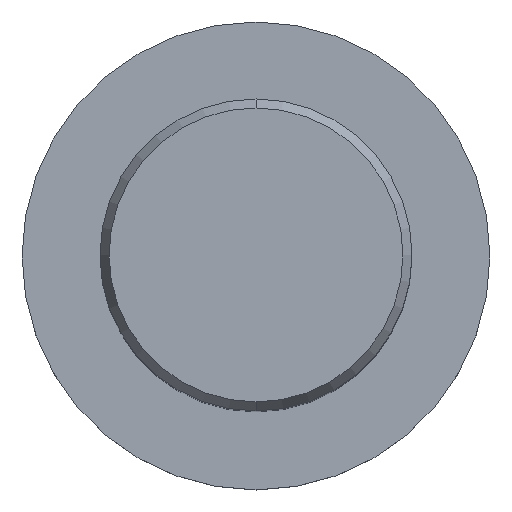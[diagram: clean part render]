
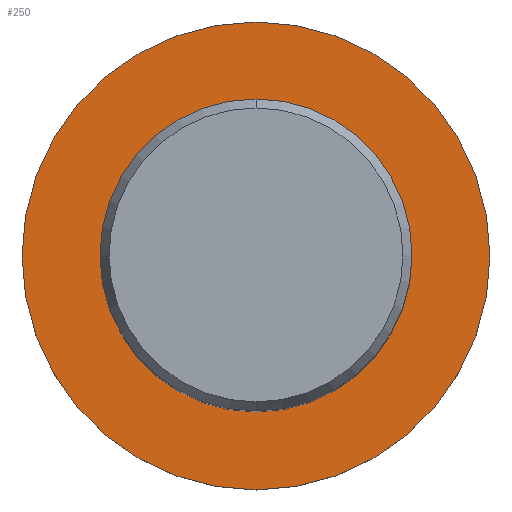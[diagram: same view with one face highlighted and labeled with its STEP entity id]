
A CAD part, top view. The second image highlights one B-rep face of the part: STEP entity #250.
In plain terms, the highlighted planar face has unit normal (0, 0, 1).
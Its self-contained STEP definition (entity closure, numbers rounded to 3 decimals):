
#218=EDGE_CURVE('',#256,#314,#512,.T.);
#240=EDGE_CURVE('',#372,#280,#536,.T.);
#250=ADVANCED_FACE('',(#547,#548),#549,.T.);
#256=VERTEX_POINT('',#555);
#280=VERTEX_POINT('',#581);
#314=VERTEX_POINT('',#617);
#328=EDGE_CURVE('',#314,#256,#632,.T.);
#362=EDGE_CURVE('',#280,#372,#669,.T.);
#372=VERTEX_POINT('',#679);
#512=CIRCLE('',#871,24.0);
#536=CIRCLE('',#943,16.0);
#547=FACE_BOUND('',#979,.T.);
#548=FACE_OUTER_BOUND('',#980,.T.);
#549=PLANE('',#981);
#555=CARTESIAN_POINT('',(0.,-24.0,-60.0));
#581=CARTESIAN_POINT('',(0.0,16.0,-60.0));
#617=CARTESIAN_POINT('',(0.0,24.0,-60.0));
#632=CIRCLE('',#1173,24.0);
#669=CIRCLE('',#1248,16.0);
#679=CARTESIAN_POINT('',(0.,-16.0,-60.0));
#871=AXIS2_PLACEMENT_3D('',#1518,#1519,#1520);
#943=AXIS2_PLACEMENT_3D('',#1543,#1544,#1545);
#979=EDGE_LOOP('',(#1558,#1559));
#980=EDGE_LOOP('',(#1560,#1561));
#981=AXIS2_PLACEMENT_3D('',#1562,#1563,#1564);
#1173=AXIS2_PLACEMENT_3D('',#1628,#1629,#1630);
#1248=AXIS2_PLACEMENT_3D('',#1665,#1666,#1667);
#1518=CARTESIAN_POINT('',(0.0,0.0,-60.0));
#1519=DIRECTION('',(0.0,0.0,-1.0));
#1520=DIRECTION('',(0.0,1.0,0.0));
#1543=CARTESIAN_POINT('',(0.0,0.0,-60.0));
#1544=DIRECTION('',(-0.0,0.0,-1.0));
#1545=DIRECTION('',(0.0,1.0,0.0));
#1558=ORIENTED_EDGE('',*,*,#362,.T.);
#1559=ORIENTED_EDGE('',*,*,#240,.T.);
#1560=ORIENTED_EDGE('',*,*,#328,.F.);
#1561=ORIENTED_EDGE('',*,*,#218,.F.);
#1562=CARTESIAN_POINT('',(0.0,12.0,-60.0));
#1563=DIRECTION('',(-0.0,0.0,1.0));
#1564=DIRECTION('',(0.0,-1.0,0.0));
#1628=CARTESIAN_POINT('',(0.0,0.0,-60.0));
#1629=DIRECTION('',(0.0,0.0,-1.0));
#1630=DIRECTION('',(0.0,1.0,0.0));
#1665=CARTESIAN_POINT('',(0.0,0.0,-60.0));
#1666=DIRECTION('',(-0.0,0.0,-1.0));
#1667=DIRECTION('',(0.0,1.0,0.0));
